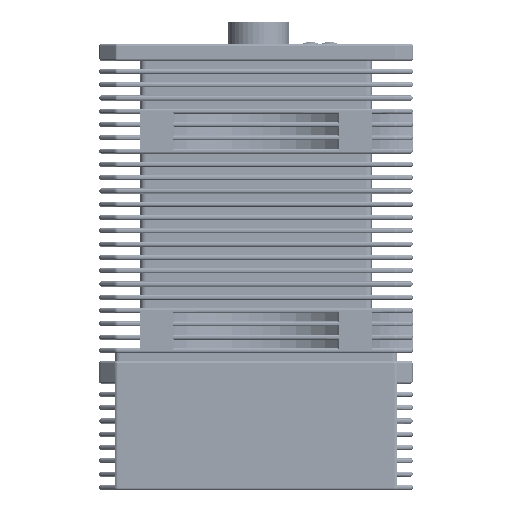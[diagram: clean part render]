
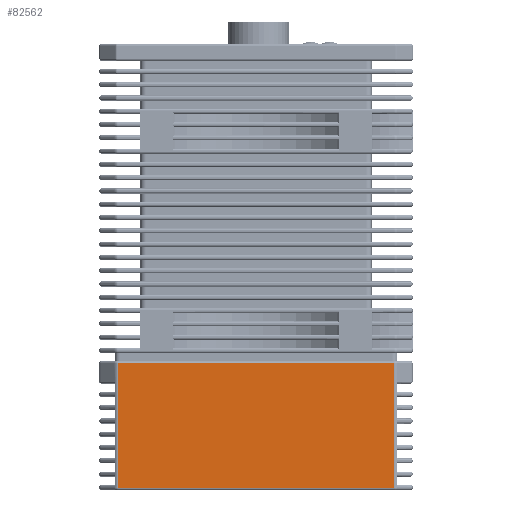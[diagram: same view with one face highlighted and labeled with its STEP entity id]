
A CAD part, left-side view. The second image highlights one B-rep face of the part: STEP entity #82562.
In plain terms, the highlighted planar face has unit normal (-1, 0, 0).
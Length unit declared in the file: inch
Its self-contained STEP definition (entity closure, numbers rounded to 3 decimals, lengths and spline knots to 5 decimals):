
#3077 = EDGE_CURVE ( 'NONE', #128016, #77119, #110396, .T. ) ;
#5010 = DIRECTION ( 'NONE',  ( 0., 1., 0. ) ) ;
#8685 = VERTEX_POINT ( 'NONE', #76680 ) ;
#11036 = VECTOR ( 'NONE', #72040, 39.37008 ) ;
#14725 = DIRECTION ( 'NONE',  ( 0., 0., 1. ) ) ;
#17861 = AXIS2_PLACEMENT_3D ( 'NONE', #59592, #58891, #5010 ) ;
#25504 = LINE ( 'NONE', #69305, #88556 ) ;
#35914 = FACE_OUTER_BOUND ( 'NONE', #94127, .T. ) ;
#39341 = DIRECTION ( 'NONE',  ( 0., 1., 0. ) ) ;
#49789 = CARTESIAN_POINT ( 'NONE',  ( -1.20079, 1.20079, 0.01575 ) ) ;
#51446 = ORIENTED_EDGE ( 'NONE', *, *, #91476, .T. ) ;
#58891 = DIRECTION ( 'NONE',  ( 1., 0., 0. ) ) ;
#59592 = CARTESIAN_POINT ( 'NONE',  ( -1.20079, 1.20079, 1.0496 ) ) ;
#60345 = CARTESIAN_POINT ( 'NONE',  ( -1.20079, 1.05653, 0.01575 ) ) ;
#66560 = DIRECTION ( 'NONE',  ( 0., 0., -1. ) ) ;
#69305 = CARTESIAN_POINT ( 'NONE',  ( -1.20079, -1.05653, 1.0496 ) ) ;
#72040 = DIRECTION ( 'NONE',  ( 0., -1., 0. ) ) ;
#74847 = LINE ( 'NONE', #49789, #11036 ) ;
#76680 = CARTESIAN_POINT ( 'NONE',  ( -1.20079, -1.05653, 0.01575 ) ) ;
#77119 = VERTEX_POINT ( 'NONE', #60345 ) ;
#82562 = ADVANCED_FACE ( 'NONE', ( #35914 ), #114923, .F. ) ;
#85808 = ORIENTED_EDGE ( 'NONE', *, *, #107207, .T. ) ;
#88536 = VECTOR ( 'NONE', #39341, 39.37008 ) ;
#88556 = VECTOR ( 'NONE', #14725, 39.37008 ) ;
#89108 = VECTOR ( 'NONE', #66560, 39.37008 ) ;
#91476 = EDGE_CURVE ( 'NONE', #8685, #98636, #25504, .T. ) ;
#93073 = CARTESIAN_POINT ( 'NONE',  ( -1.20079, 1.05653, 0.97136 ) ) ;
#94127 = EDGE_LOOP ( 'NONE', ( #51446, #124832, #114818, #85808 ) ) ;
#98163 = CARTESIAN_POINT ( 'NONE',  ( -1.20079, -1.05653, 0.97136 ) ) ;
#98636 = VERTEX_POINT ( 'NONE', #98163 ) ;
#98899 = CARTESIAN_POINT ( 'NONE',  ( -1.20079, 1.05653, 0. ) ) ;
#105323 = EDGE_CURVE ( 'NONE', #98636, #128016, #106855, .T. ) ;
#106855 = LINE ( 'NONE', #129123, #88536 ) ;
#107207 = EDGE_CURVE ( 'NONE', #77119, #8685, #74847, .T. ) ;
#110396 = LINE ( 'NONE', #98899, #89108 ) ;
#114818 = ORIENTED_EDGE ( 'NONE', *, *, #3077, .T. ) ;
#114923 = PLANE ( 'NONE',  #17861 ) ;
#124832 = ORIENTED_EDGE ( 'NONE', *, *, #105323, .T. ) ;
#128016 = VERTEX_POINT ( 'NONE', #93073 ) ;
#129123 = CARTESIAN_POINT ( 'NONE',  ( -1.20079, 1.20079, 0.97136 ) ) ;
